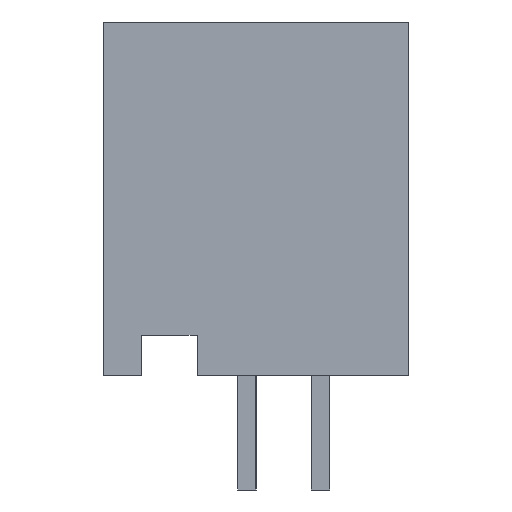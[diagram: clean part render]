
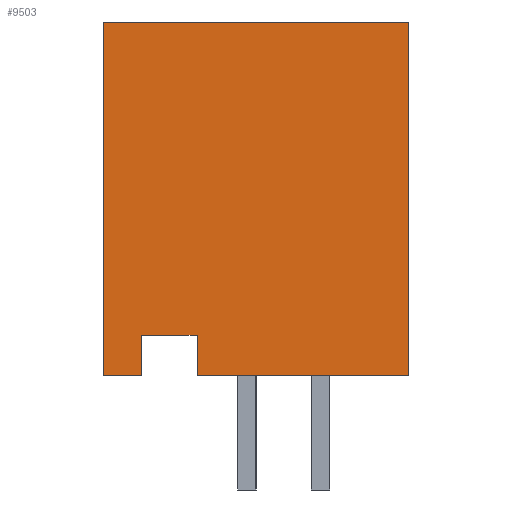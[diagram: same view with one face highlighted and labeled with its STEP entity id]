
A CAD part, left-side view. The second image highlights one B-rep face of the part: STEP entity #9503.
In plain terms, the highlighted planar face has unit normal (-1, 0, 0).
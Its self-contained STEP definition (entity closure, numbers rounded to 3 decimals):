
#667 = PLANE('',#668);
#668 = AXIS2_PLACEMENT_3D('',#669,#670,#671);
#669 = CARTESIAN_POINT('',(-2.,3.9,9.6));
#670 = DIRECTION('',(0.,-1.,0.));
#671 = DIRECTION('',(0.,0.,1.));
#831 = PLANE('',#832);
#832 = AXIS2_PLACEMENT_3D('',#833,#834,#835);
#833 = CARTESIAN_POINT('',(-2.,1.35,0.));
#834 = DIRECTION('',(0.,0.,1.));
#835 = DIRECTION('',(0.,1.,0.));
#2452 = VERTEX_POINT('',#2453);
#2453 = CARTESIAN_POINT('',(-2.,-4.4,0.));
#2467 = PLANE('',#2468);
#2468 = AXIS2_PLACEMENT_3D('',#2469,#2470,#2471);
#2469 = CARTESIAN_POINT('',(-2.,-4.4,9.6));
#2470 = DIRECTION('',(0.,1.,0.));
#2471 = DIRECTION('',(-1.,0.,0.));
#2479 = EDGE_CURVE('',#2480,#2452,#2482,.T.);
#2480 = VERTEX_POINT('',#2481);
#2481 = CARTESIAN_POINT('',(-2.,1.35,0.));
#2482 = SURFACE_CURVE('',#2483,(#2487,#2494),.PCURVE_S1.);
#2483 = LINE('',#2484,#2485);
#2484 = CARTESIAN_POINT('',(-2.,1.35,0.));
#2485 = VECTOR('',#2486,1.);
#2486 = DIRECTION('',(0.,-1.,0.));
#2487 = PCURVE('',#831,#2488);
#2488 = DEFINITIONAL_REPRESENTATION('',(#2489),#2493);
#2489 = LINE('',#2490,#2491);
#2490 = CARTESIAN_POINT('',(0.,0.));
#2491 = VECTOR('',#2492,1.);
#2492 = DIRECTION('',(-1.,0.));
#2493 = ( GEOMETRIC_REPRESENTATION_CONTEXT(2) 
PARAMETRIC_REPRESENTATION_CONTEXT() REPRESENTATION_CONTEXT('2D SPACE',''
  ) );
#2494 = PCURVE('',#2495,#2500);
#2495 = PLANE('',#2496);
#2496 = AXIS2_PLACEMENT_3D('',#2497,#2498,#2499);
#2497 = CARTESIAN_POINT('',(-2.,3.9,9.6));
#2498 = DIRECTION('',(-1.,0.,0.));
#2499 = DIRECTION('',(0.,-1.,0.));
#2500 = DEFINITIONAL_REPRESENTATION('',(#2501),#2505);
#2501 = LINE('',#2502,#2503);
#2502 = CARTESIAN_POINT('',(2.55,-9.6));
#2503 = VECTOR('',#2504,1.);
#2504 = DIRECTION('',(1.,0.));
#2505 = ( GEOMETRIC_REPRESENTATION_CONTEXT(2) 
PARAMETRIC_REPRESENTATION_CONTEXT() REPRESENTATION_CONTEXT('2D SPACE',''
  ) );
#2521 = PLANE('',#2522);
#2522 = AXIS2_PLACEMENT_3D('',#2523,#2524,#2525);
#2523 = CARTESIAN_POINT('',(-2.,1.35,0.));
#2524 = DIRECTION('',(0.,-1.,0.));
#2525 = DIRECTION('',(1.,0.,0.));
#7834 = PLANE('',#7835);
#7835 = AXIS2_PLACEMENT_3D('',#7836,#7837,#7838);
#7836 = CARTESIAN_POINT('',(-2.,3.9,9.6));
#7837 = DIRECTION('',(0.,0.,-1.));
#7838 = DIRECTION('',(0.,-1.,0.));
#7882 = VERTEX_POINT('',#7883);
#7883 = CARTESIAN_POINT('',(-2.,3.9,9.6));
#7904 = EDGE_CURVE('',#7905,#7882,#7907,.T.);
#7905 = VERTEX_POINT('',#7906);
#7906 = CARTESIAN_POINT('',(-2.,-4.4,9.6));
#7907 = SURFACE_CURVE('',#7908,(#7912,#7919),.PCURVE_S1.);
#7908 = LINE('',#7909,#7910);
#7909 = CARTESIAN_POINT('',(-2.,3.9,9.6));
#7910 = VECTOR('',#7911,1.);
#7911 = DIRECTION('',(0.,1.,0.));
#7912 = PCURVE('',#7834,#7913);
#7913 = DEFINITIONAL_REPRESENTATION('',(#7914),#7918);
#7914 = LINE('',#7915,#7916);
#7915 = CARTESIAN_POINT('',(0.,0.));
#7916 = VECTOR('',#7917,1.);
#7917 = DIRECTION('',(-1.,0.));
#7918 = ( GEOMETRIC_REPRESENTATION_CONTEXT(2) 
PARAMETRIC_REPRESENTATION_CONTEXT() REPRESENTATION_CONTEXT('2D SPACE',''
  ) );
#7919 = PCURVE('',#2495,#7920);
#7920 = DEFINITIONAL_REPRESENTATION('',(#7921),#7925);
#7921 = LINE('',#7922,#7923);
#7922 = CARTESIAN_POINT('',(0.,0.));
#7923 = VECTOR('',#7924,1.);
#7924 = DIRECTION('',(-1.,0.));
#7925 = ( GEOMETRIC_REPRESENTATION_CONTEXT(2) 
PARAMETRIC_REPRESENTATION_CONTEXT() REPRESENTATION_CONTEXT('2D SPACE',''
  ) );
#8888 = VERTEX_POINT('',#8889);
#8889 = CARTESIAN_POINT('',(-2.,3.9,0.));
#8903 = PLANE('',#8904);
#8904 = AXIS2_PLACEMENT_3D('',#8905,#8906,#8907);
#8905 = CARTESIAN_POINT('',(-2.,3.9,0.));
#8906 = DIRECTION('',(0.,0.,1.));
#8907 = DIRECTION('',(0.,1.,0.));
#8915 = EDGE_CURVE('',#7882,#8888,#8916,.T.);
#8916 = SURFACE_CURVE('',#8917,(#8921,#8928),.PCURVE_S1.);
#8917 = LINE('',#8918,#8919);
#8918 = CARTESIAN_POINT('',(-2.,3.9,9.6));
#8919 = VECTOR('',#8920,1.);
#8920 = DIRECTION('',(0.,0.,-1.));
#8921 = PCURVE('',#667,#8922);
#8922 = DEFINITIONAL_REPRESENTATION('',(#8923),#8927);
#8923 = LINE('',#8924,#8925);
#8924 = CARTESIAN_POINT('',(0.,0.));
#8925 = VECTOR('',#8926,1.);
#8926 = DIRECTION('',(-1.,0.));
#8927 = ( GEOMETRIC_REPRESENTATION_CONTEXT(2) 
PARAMETRIC_REPRESENTATION_CONTEXT() REPRESENTATION_CONTEXT('2D SPACE',''
  ) );
#8928 = PCURVE('',#2495,#8929);
#8929 = DEFINITIONAL_REPRESENTATION('',(#8930),#8934);
#8930 = LINE('',#8931,#8932);
#8931 = CARTESIAN_POINT('',(0.,0.));
#8932 = VECTOR('',#8933,1.);
#8933 = DIRECTION('',(0.,-1.));
#8934 = ( GEOMETRIC_REPRESENTATION_CONTEXT(2) 
PARAMETRIC_REPRESENTATION_CONTEXT() REPRESENTATION_CONTEXT('2D SPACE',''
  ) );
#8985 = VERTEX_POINT('',#8986);
#8986 = CARTESIAN_POINT('',(-2.,2.85,0.));
#9000 = PLANE('',#9001);
#9001 = AXIS2_PLACEMENT_3D('',#9002,#9003,#9004);
#9002 = CARTESIAN_POINT('',(-2.,2.85,0.));
#9003 = DIRECTION('',(0.,1.,0.));
#9004 = DIRECTION('',(-1.,0.,0.));
#9012 = EDGE_CURVE('',#8888,#8985,#9013,.T.);
#9013 = SURFACE_CURVE('',#9014,(#9018,#9025),.PCURVE_S1.);
#9014 = LINE('',#9015,#9016);
#9015 = CARTESIAN_POINT('',(-2.,3.9,0.));
#9016 = VECTOR('',#9017,1.);
#9017 = DIRECTION('',(0.,-1.,0.));
#9018 = PCURVE('',#8903,#9019);
#9019 = DEFINITIONAL_REPRESENTATION('',(#9020),#9024);
#9020 = LINE('',#9021,#9022);
#9021 = CARTESIAN_POINT('',(0.,0.));
#9022 = VECTOR('',#9023,1.);
#9023 = DIRECTION('',(-1.,0.));
#9024 = ( GEOMETRIC_REPRESENTATION_CONTEXT(2) 
PARAMETRIC_REPRESENTATION_CONTEXT() REPRESENTATION_CONTEXT('2D SPACE',''
  ) );
#9025 = PCURVE('',#2495,#9026);
#9026 = DEFINITIONAL_REPRESENTATION('',(#9027),#9031);
#9027 = LINE('',#9028,#9029);
#9028 = CARTESIAN_POINT('',(0.,-9.6));
#9029 = VECTOR('',#9030,1.);
#9030 = DIRECTION('',(1.,0.));
#9031 = ( GEOMETRIC_REPRESENTATION_CONTEXT(2) 
PARAMETRIC_REPRESENTATION_CONTEXT() REPRESENTATION_CONTEXT('2D SPACE',''
  ) );
#9061 = VERTEX_POINT('',#9062);
#9062 = CARTESIAN_POINT('',(-2.,2.85,1.1));
#9076 = PLANE('',#9077);
#9077 = AXIS2_PLACEMENT_3D('',#9078,#9079,#9080);
#9078 = CARTESIAN_POINT('',(-2.,2.85,1.1));
#9079 = DIRECTION('',(0.,0.,1.));
#9080 = DIRECTION('',(0.,1.,0.));
#9088 = EDGE_CURVE('',#8985,#9061,#9089,.T.);
#9089 = SURFACE_CURVE('',#9090,(#9094,#9101),.PCURVE_S1.);
#9090 = LINE('',#9091,#9092);
#9091 = CARTESIAN_POINT('',(-2.,2.85,0.));
#9092 = VECTOR('',#9093,1.);
#9093 = DIRECTION('',(0.,0.,1.));
#9094 = PCURVE('',#9000,#9095);
#9095 = DEFINITIONAL_REPRESENTATION('',(#9096),#9100);
#9096 = LINE('',#9097,#9098);
#9097 = CARTESIAN_POINT('',(0.,0.));
#9098 = VECTOR('',#9099,1.);
#9099 = DIRECTION('',(0.,1.));
#9100 = ( GEOMETRIC_REPRESENTATION_CONTEXT(2) 
PARAMETRIC_REPRESENTATION_CONTEXT() REPRESENTATION_CONTEXT('2D SPACE',''
  ) );
#9101 = PCURVE('',#2495,#9102);
#9102 = DEFINITIONAL_REPRESENTATION('',(#9103),#9107);
#9103 = LINE('',#9104,#9105);
#9104 = CARTESIAN_POINT('',(1.05,-9.6));
#9105 = VECTOR('',#9106,1.);
#9106 = DIRECTION('',(0.,1.));
#9107 = ( GEOMETRIC_REPRESENTATION_CONTEXT(2) 
PARAMETRIC_REPRESENTATION_CONTEXT() REPRESENTATION_CONTEXT('2D SPACE',''
  ) );
#9137 = VERTEX_POINT('',#9138);
#9138 = CARTESIAN_POINT('',(-2.,1.35,1.1));
#9159 = EDGE_CURVE('',#9061,#9137,#9160,.T.);
#9160 = SURFACE_CURVE('',#9161,(#9165,#9172),.PCURVE_S1.);
#9161 = LINE('',#9162,#9163);
#9162 = CARTESIAN_POINT('',(-2.,2.85,1.1));
#9163 = VECTOR('',#9164,1.);
#9164 = DIRECTION('',(0.,-1.,0.));
#9165 = PCURVE('',#9076,#9166);
#9166 = DEFINITIONAL_REPRESENTATION('',(#9167),#9171);
#9167 = LINE('',#9168,#9169);
#9168 = CARTESIAN_POINT('',(0.,0.));
#9169 = VECTOR('',#9170,1.);
#9170 = DIRECTION('',(-1.,0.));
#9171 = ( GEOMETRIC_REPRESENTATION_CONTEXT(2) 
PARAMETRIC_REPRESENTATION_CONTEXT() REPRESENTATION_CONTEXT('2D SPACE',''
  ) );
#9172 = PCURVE('',#2495,#9173);
#9173 = DEFINITIONAL_REPRESENTATION('',(#9174),#9178);
#9174 = LINE('',#9175,#9176);
#9175 = CARTESIAN_POINT('',(1.05,-8.5));
#9176 = VECTOR('',#9177,1.);
#9177 = DIRECTION('',(1.,0.));
#9178 = ( GEOMETRIC_REPRESENTATION_CONTEXT(2) 
PARAMETRIC_REPRESENTATION_CONTEXT() REPRESENTATION_CONTEXT('2D SPACE',''
  ) );
#9206 = EDGE_CURVE('',#9137,#2480,#9207,.T.);
#9207 = SURFACE_CURVE('',#9208,(#9212,#9219),.PCURVE_S1.);
#9208 = LINE('',#9209,#9210);
#9209 = CARTESIAN_POINT('',(-2.,1.35,0.));
#9210 = VECTOR('',#9211,1.);
#9211 = DIRECTION('',(0.,0.,-1.));
#9212 = PCURVE('',#2521,#9213);
#9213 = DEFINITIONAL_REPRESENTATION('',(#9214),#9218);
#9214 = LINE('',#9215,#9216);
#9215 = CARTESIAN_POINT('',(0.,0.));
#9216 = VECTOR('',#9217,1.);
#9217 = DIRECTION('',(0.,-1.));
#9218 = ( GEOMETRIC_REPRESENTATION_CONTEXT(2) 
PARAMETRIC_REPRESENTATION_CONTEXT() REPRESENTATION_CONTEXT('2D SPACE',''
  ) );
#9219 = PCURVE('',#2495,#9220);
#9220 = DEFINITIONAL_REPRESENTATION('',(#9221),#9225);
#9221 = LINE('',#9222,#9223);
#9222 = CARTESIAN_POINT('',(2.55,-9.6));
#9223 = VECTOR('',#9224,1.);
#9224 = DIRECTION('',(0.,-1.));
#9225 = ( GEOMETRIC_REPRESENTATION_CONTEXT(2) 
PARAMETRIC_REPRESENTATION_CONTEXT() REPRESENTATION_CONTEXT('2D SPACE',''
  ) );
#9278 = EDGE_CURVE('',#2452,#7905,#9279,.T.);
#9279 = SURFACE_CURVE('',#9280,(#9284,#9291),.PCURVE_S1.);
#9280 = LINE('',#9281,#9282);
#9281 = CARTESIAN_POINT('',(-2.,-4.4,9.6));
#9282 = VECTOR('',#9283,1.);
#9283 = DIRECTION('',(0.,0.,1.));
#9284 = PCURVE('',#2467,#9285);
#9285 = DEFINITIONAL_REPRESENTATION('',(#9286),#9290);
#9286 = LINE('',#9287,#9288);
#9287 = CARTESIAN_POINT('',(0.,0.));
#9288 = VECTOR('',#9289,1.);
#9289 = DIRECTION('',(0.,1.));
#9290 = ( GEOMETRIC_REPRESENTATION_CONTEXT(2) 
PARAMETRIC_REPRESENTATION_CONTEXT() REPRESENTATION_CONTEXT('2D SPACE',''
  ) );
#9291 = PCURVE('',#2495,#9292);
#9292 = DEFINITIONAL_REPRESENTATION('',(#9293),#9297);
#9293 = LINE('',#9294,#9295);
#9294 = CARTESIAN_POINT('',(8.3,0.));
#9295 = VECTOR('',#9296,1.);
#9296 = DIRECTION('',(0.,1.));
#9297 = ( GEOMETRIC_REPRESENTATION_CONTEXT(2) 
PARAMETRIC_REPRESENTATION_CONTEXT() REPRESENTATION_CONTEXT('2D SPACE',''
  ) );
#9503 = ADVANCED_FACE('',(#9504),#2495,.T.);
#9504 = FACE_BOUND('',#9505,.T.);
#9505 = EDGE_LOOP('',(#9506,#9507,#9508,#9509,#9510,#9511,#9512,#9513));
#9506 = ORIENTED_EDGE('',*,*,#8915,.T.);
#9507 = ORIENTED_EDGE('',*,*,#9012,.T.);
#9508 = ORIENTED_EDGE('',*,*,#9088,.T.);
#9509 = ORIENTED_EDGE('',*,*,#9159,.T.);
#9510 = ORIENTED_EDGE('',*,*,#9206,.T.);
#9511 = ORIENTED_EDGE('',*,*,#2479,.T.);
#9512 = ORIENTED_EDGE('',*,*,#9278,.T.);
#9513 = ORIENTED_EDGE('',*,*,#7904,.T.);
